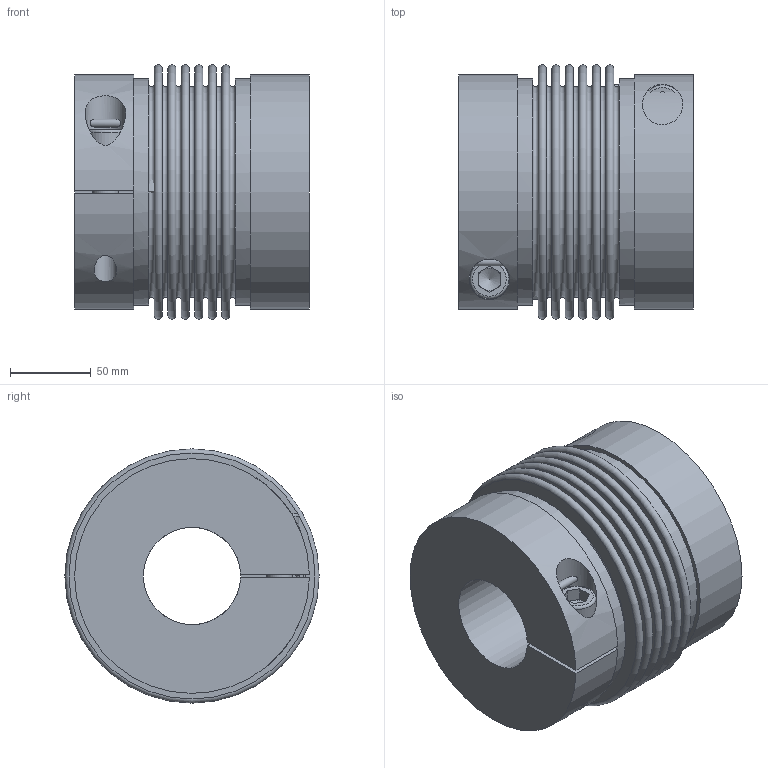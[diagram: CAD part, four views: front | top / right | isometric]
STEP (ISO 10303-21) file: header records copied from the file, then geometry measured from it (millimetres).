
FILE_DESCRIPTION( ( 'Unknown' ), '1' );
FILE_NAME( 'KM 1300.stp', 'Unknown', ( 'Unknown' ), ( 'Unknown' ), 'PSStep 10.1', 'Unknown', ' ' );
FILE_SCHEMA( ( 'AUTOMOTIVE_DESIGN { 1 0 10303 214 1 1 1 1 }' ) );
Length unit declared in the file: millimetre
Products named in the file (1): KM 1300
Bounding box: 145 x 157 x 157 mm (x, y, z)
Volume: 1266936.8 mm3; surface area: 310361 mm2
Topology: 1 solids, 2 shells, 117 faces, 232 edges, 152 vertices
Faces by surface type: plane 66, torus 28, cylinder 21, cone 2
Full cylindrical faces by diameter (mm): 14 x2, 16 x2, 17 x2, 24 x2, 25 x2, 139.8 x2
Entity records: 5288 total; most frequent: CARTESIAN_POINT 2077, DIRECTION 500, ORIENTED_EDGE 352, AXIS2_PLACEMENT_3D 213, EDGE_LOOP 198, EDGE_CURVE 176, FACE_OUTER_BOUND 156, VERTEX_POINT 140
